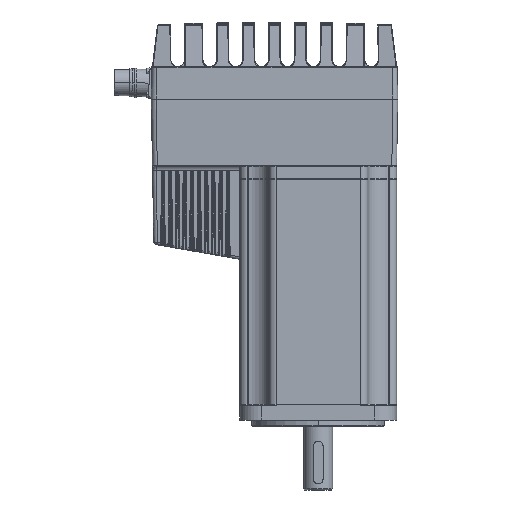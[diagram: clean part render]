
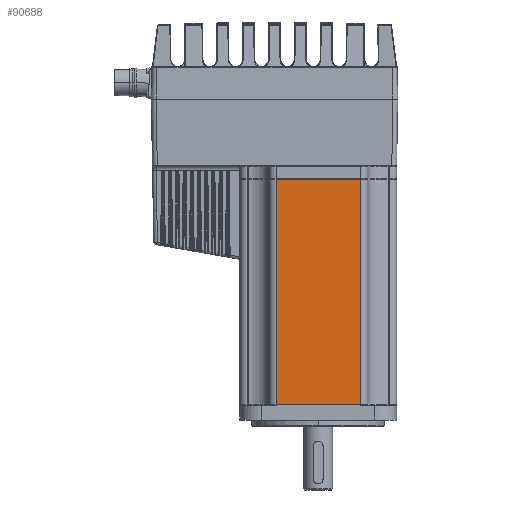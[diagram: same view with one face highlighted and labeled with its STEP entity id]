
A CAD part, left-side view. The second image highlights one B-rep face of the part: STEP entity #90688.
In plain terms, the highlighted planar face has unit normal (-1, 0, 0).
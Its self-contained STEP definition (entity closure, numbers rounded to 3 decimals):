
#5185 = VECTOR ( 'NONE', #52846, 1000. ) ;
#5394 = CARTESIAN_POINT ( 'NONE',  ( -30.474, 18.594, 127. ) ) ;
#8223 = EDGE_CURVE ( 'NONE', #41974, #17117, #104538, .T. ) ;
#17117 = VERTEX_POINT ( 'NONE', #40138 ) ;
#22715 = DIRECTION ( 'NONE',  ( 0., 0., -1. ) ) ;
#25867 = EDGE_CURVE ( 'NONE', #103113, #17117, #46085, .T. ) ;
#30553 = DIRECTION ( 'NONE',  ( 1., 0., 0. ) ) ;
#34939 = FACE_OUTER_BOUND ( 'NONE', #58420, .T. ) ;
#40138 = CARTESIAN_POINT ( 'NONE',  ( -30.474, -81.406, 0. ) ) ;
#41974 = VERTEX_POINT ( 'NONE', #88138 ) ;
#44104 = VECTOR ( 'NONE', #84724, 1000. ) ;
#46085 = LINE ( 'NONE', #98183, #105271 ) ;
#46923 = LINE ( 'NONE', #101426, #81050 ) ;
#49098 = AXIS2_PLACEMENT_3D ( 'NONE', #5394, #30553, #88807 ) ;
#49951 = CARTESIAN_POINT ( 'NONE',  ( -30.474, -11.406, 187. ) ) ;
#52846 = DIRECTION ( 'NONE',  ( 0., -1., 0. ) ) ;
#55387 = PLANE ( 'NONE',  #49098 ) ;
#58420 = EDGE_LOOP ( 'NONE', ( #97833, #83604, #98204, #93000 ) ) ;
#66141 = VERTEX_POINT ( 'NONE', #80090 ) ;
#77648 = EDGE_CURVE ( 'NONE', #66141, #103113, #94245, .T. ) ;
#80090 = CARTESIAN_POINT ( 'NONE',  ( -30.474, -11.406, 187. ) ) ;
#81050 = VECTOR ( 'NONE', #84518, 1000. ) ;
#82914 = EDGE_CURVE ( 'NONE', #41974, #66141, #46923, .T. ) ;
#83604 = ORIENTED_EDGE ( 'NONE', *, *, #8223, .T. ) ;
#84518 = DIRECTION ( 'NONE',  ( 0., 0., 1. ) ) ;
#84724 = DIRECTION ( 'NONE',  ( 0., -1., 0. ) ) ;
#88138 = CARTESIAN_POINT ( 'NONE',  ( -30.474, -11.406, 0. ) ) ;
#88807 = DIRECTION ( 'NONE',  ( 0., 1., 0. ) ) ;
#90688 = ADVANCED_FACE ( 'NONE', ( #34939 ), #55387, .F. ) ;
#92473 = CARTESIAN_POINT ( 'NONE',  ( -30.474, -111.406, 0. ) ) ;
#93000 = ORIENTED_EDGE ( 'NONE', *, *, #77648, .F. ) ;
#94245 = LINE ( 'NONE', #49951, #5185 ) ;
#97833 = ORIENTED_EDGE ( 'NONE', *, *, #82914, .F. ) ;
#98183 = CARTESIAN_POINT ( 'NONE',  ( -30.474, -81.406, 127. ) ) ;
#98204 = ORIENTED_EDGE ( 'NONE', *, *, #25867, .F. ) ;
#101426 = CARTESIAN_POINT ( 'NONE',  ( -30.474, -11.406, 127. ) ) ;
#103113 = VERTEX_POINT ( 'NONE', #105422 ) ;
#104538 = LINE ( 'NONE', #92473, #44104 ) ;
#105271 = VECTOR ( 'NONE', #22715, 1000. ) ;
#105422 = CARTESIAN_POINT ( 'NONE',  ( -30.474, -81.406, 187. ) ) ;
